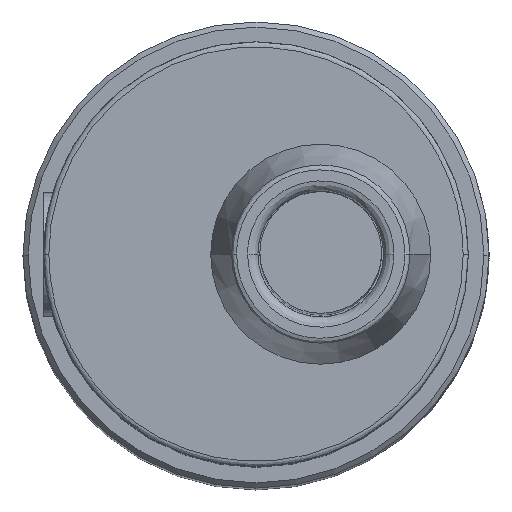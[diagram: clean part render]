
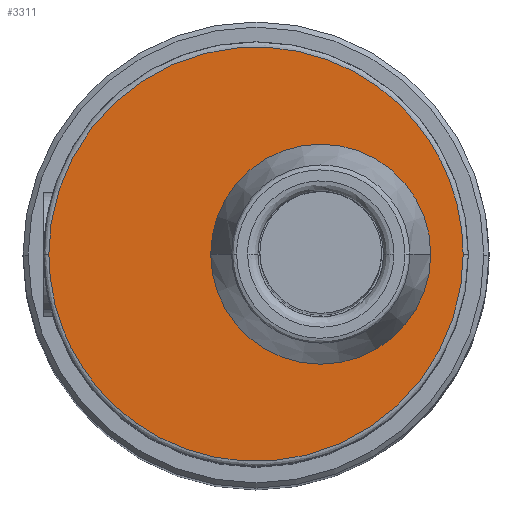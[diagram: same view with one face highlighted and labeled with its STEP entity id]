
A CAD part, top view. The second image highlights one B-rep face of the part: STEP entity #3311.
In plain terms, the highlighted planar face has unit normal (0, 0, 1).
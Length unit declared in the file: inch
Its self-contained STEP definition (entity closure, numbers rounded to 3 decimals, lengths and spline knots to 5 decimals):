
#68 = CARTESIAN_POINT ( 'NONE',  ( -0.31153, -0.62992, 2.4252 ) ) ;
#138 = EDGE_LOOP ( 'NONE', ( #2685, #955 ) ) ;
#176 = CIRCLE ( 'NONE', #1772, 0.16732 ) ;
#573 = ORIENTED_EDGE ( 'NONE', *, *, #2470, .T. ) ;
#679 = VERTEX_POINT ( 'NONE', #1770 ) ;
#850 = DIRECTION ( 'NONE',  ( 1., 0., 0. ) ) ;
#955 = ORIENTED_EDGE ( 'NONE', *, *, #1943, .F. ) ;
#963 = CARTESIAN_POINT ( 'NONE',  ( 0.10186, 0., 2.4252 ) ) ;
#1053 = EDGE_CURVE ( 'NONE', #1932, #2588, #3199, .T. ) ;
#1173 = CARTESIAN_POINT ( 'NONE',  ( -0.3194, 0., 2.4252 ) ) ;
#1522 = PLANE ( 'NONE',  #2171 ) ;
#1719 = CARTESIAN_POINT ( 'NONE',  ( 0.10186, 0., 2.4252 ) ) ;
#1770 = CARTESIAN_POINT ( 'NONE',  ( -0.31153, 0., 2.4252 ) ) ;
#1772 = AXIS2_PLACEMENT_3D ( 'NONE', #1719, #4163, #3783 ) ;
#1932 = VERTEX_POINT ( 'NONE', #2421 ) ;
#1943 = EDGE_CURVE ( 'NONE', #679, #3056, #3394, .T. ) ;
#2033 = FACE_OUTER_BOUND ( 'NONE', #138, .T. ) ;
#2086 = AXIS2_PLACEMENT_3D ( 'NONE', #963, #3441, #3717 ) ;
#2122 = CARTESIAN_POINT ( 'NONE',  ( -0.31153, 0.62992, 2.4252 ) ) ;
#2171 = AXIS2_PLACEMENT_3D ( 'NONE', #1173, #4390, #850 ) ;
#2174 = EDGE_CURVE ( 'NONE', #3056, #679, #3125, .T. ) ;
#2421 = CARTESIAN_POINT ( 'NONE',  ( -0.06547, 0., 2.4252 ) ) ;
#2470 = EDGE_CURVE ( 'NONE', #2588, #1932, #176, .T. ) ;
#2536 = CARTESIAN_POINT ( 'NONE',  ( 0.31839, 0., 2.4252 ) ) ;
#2588 = VERTEX_POINT ( 'NONE', #4224 ) ;
#2685 = ORIENTED_EDGE ( 'NONE', *, *, #2174, .F. ) ;
#2766 = CARTESIAN_POINT ( 'NONE',  ( -0.31153, 0., 2.4252 ) ) ;
#2776 = ORIENTED_EDGE ( 'NONE', *, *, #1053, .T. ) ;
#3056 = VERTEX_POINT ( 'NONE', #3493 ) ;
#3069 = EDGE_LOOP ( 'NONE', ( #2776, #573 ) ) ;
#3125 =( BOUNDED_CURVE ( )  B_SPLINE_CURVE ( 3, ( #2536, #3577, #68, #4290 ),
 .UNSPECIFIED., .F., .T. ) 
 B_SPLINE_CURVE_WITH_KNOTS ( ( 4, 4 ),
 ( 0., 0.5 ),
 .UNSPECIFIED. ) 
 CURVE ( )  GEOMETRIC_REPRESENTATION_ITEM ( )  RATIONAL_B_SPLINE_CURVE ( ( 1., 0.333, 0.333, 1. ) ) 
 REPRESENTATION_ITEM ( '' )  );
#3199 = CIRCLE ( 'NONE', #2086, 0.16732 ) ;
#3311 = ADVANCED_FACE ( 'NONE', ( #2033, #3807 ), #1522, .T. ) ;
#3394 =( BOUNDED_CURVE ( )  B_SPLINE_CURVE ( 3, ( #2766, #2122, #3475, #3492 ),
 .UNSPECIFIED., .F., .T. ) 
 B_SPLINE_CURVE_WITH_KNOTS ( ( 4, 4 ),
 ( 0.5, 1. ),
 .UNSPECIFIED. ) 
 CURVE ( )  GEOMETRIC_REPRESENTATION_ITEM ( )  RATIONAL_B_SPLINE_CURVE ( ( 1., 0.333, 0.333, 1. ) ) 
 REPRESENTATION_ITEM ( '' )  );
#3441 = DIRECTION ( 'NONE',  ( 0., 0., -1. ) ) ;
#3475 = CARTESIAN_POINT ( 'NONE',  ( 0.31839, 0.62992, 2.4252 ) ) ;
#3492 = CARTESIAN_POINT ( 'NONE',  ( 0.31839, 0., 2.4252 ) ) ;
#3493 = CARTESIAN_POINT ( 'NONE',  ( 0.31839, 0., 2.4252 ) ) ;
#3577 = CARTESIAN_POINT ( 'NONE',  ( 0.31839, -0.62992, 2.4252 ) ) ;
#3717 = DIRECTION ( 'NONE',  ( -1., 0., 0. ) ) ;
#3783 = DIRECTION ( 'NONE',  ( -1., 0., 0. ) ) ;
#3807 = FACE_BOUND ( 'NONE', #3069, .T. ) ;
#4163 = DIRECTION ( 'NONE',  ( 0., 0., -1. ) ) ;
#4224 = CARTESIAN_POINT ( 'NONE',  ( 0.26918, 0., 2.4252 ) ) ;
#4290 = CARTESIAN_POINT ( 'NONE',  ( -0.31153, 0., 2.4252 ) ) ;
#4390 = DIRECTION ( 'NONE',  ( 0., 0., 1. ) ) ;
